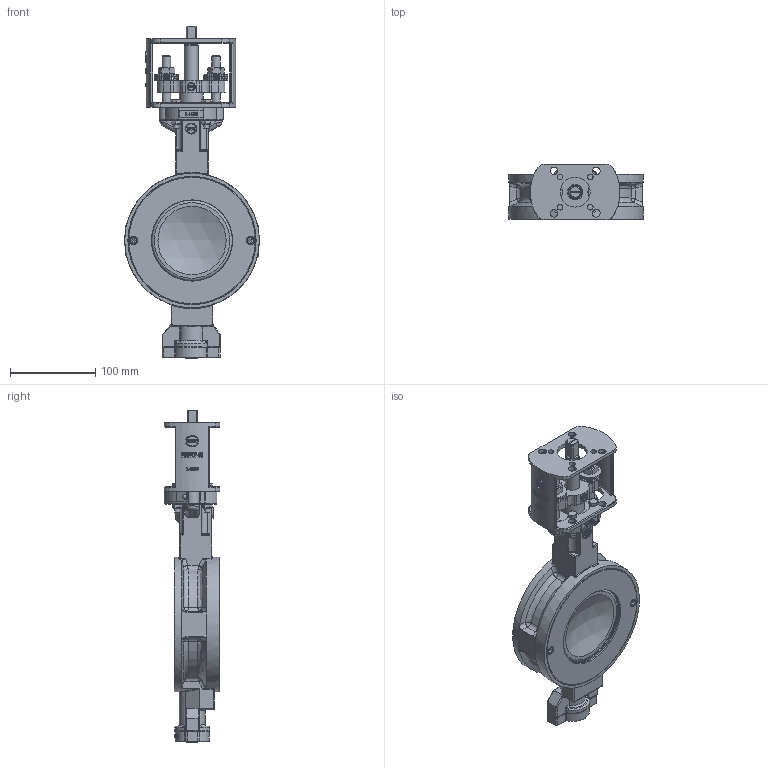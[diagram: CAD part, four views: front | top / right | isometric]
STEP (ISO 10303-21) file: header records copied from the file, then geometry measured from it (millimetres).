
FILE_DESCRIPTION((''),'2;1');
FILE_NAME('HPE111-DN100-Inconel.stp','2008-11-06T11:15:08',('hellwig'),(''),'Autodesk Inventor 2008','Autodesk Inventor 2008','');
FILE_SCHEMA(('AUTOMOTIVE_DESIGN { 1 0 10303 214 1 1 1 1 }'));
Length unit declared in the file: millimetre
Products named in the file (1): Bauteil32
Bounding box: 157.45 x 65.5 x 388.5 mm (x, y, z)
Volume: 17414.6 mm3; surface area: 266836.7 mm2
Topology: 27 solids, 28 shells, 2176 faces, 5384 edges, 3321 vertices
Faces by surface type: plane 818, bspline 631, cylinder 478, cone 165, torus 57, sphere 27
Full cylindrical faces by diameter (mm): 3 x3, 4 x2, 5 x2, 5.459 x4, 6 x10, 6.6 x8, 8.5 x2, 8.7 x4, 9 x8, 10 x6, 10.2 x12, 11 x2, 15.3 x1, 16 x5, 16.05 x2, 16.1 x1, 16.2 x2, 17 x1, 18 x1, 18.6 x2, 19.1 x2, 19.15 x2, 25 x1, 27.5 x1, 27.8 x1, 27.9 x1, 28 x15, 33 x1, 33.5 x1, 35.1 x1
Entity records: 155593 total; most frequent: CARTESIAN_POINT 108044, ORIENTED_EDGE 9898, DIRECTION 7955, EDGE_CURVE 4949, VERTEX_POINT 3219, AXIS2_PLACEMENT_3D 2932, EDGE_LOOP 2680, FACE_OUTER_BOUND 2175
